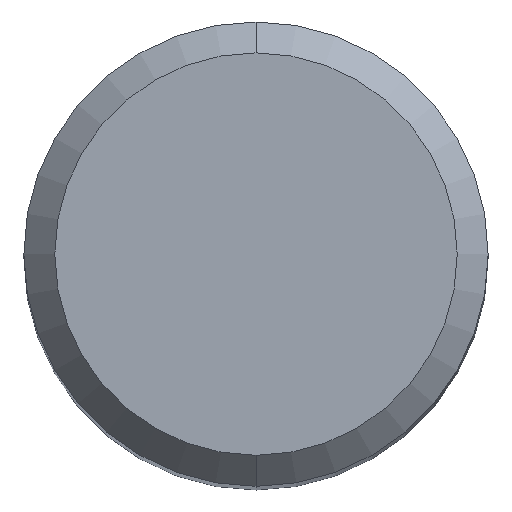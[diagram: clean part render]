
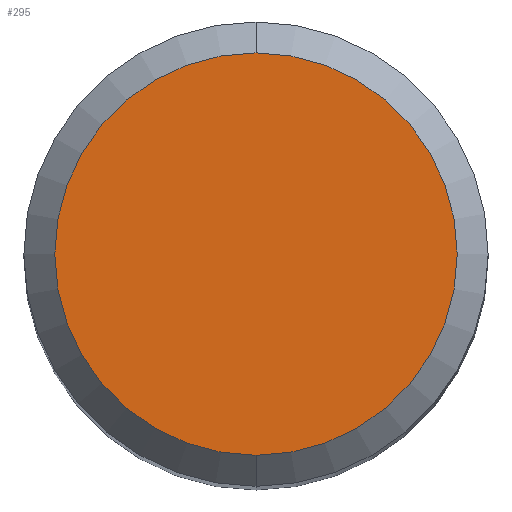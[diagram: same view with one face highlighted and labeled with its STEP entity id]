
A CAD part, top view. The second image highlights one B-rep face of the part: STEP entity #295.
In plain terms, the highlighted planar face has unit normal (0, 0, 1).
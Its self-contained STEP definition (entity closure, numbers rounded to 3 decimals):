
#227=EDGE_CURVE('',#401,#423,#547,.T.);
#295=ADVANCED_FACE('',(#623),#624,.T.);
#401=VERTEX_POINT('',#739);
#423=VERTEX_POINT('',#765);
#445=EDGE_CURVE('',#423,#401,#789,.T.);
#547=CIRCLE('',#905,2.6);
#623=FACE_OUTER_BOUND('',#1051,.T.);
#624=PLANE('',#1052);
#739=CARTESIAN_POINT('',(0.,-2.6,0.0));
#765=CARTESIAN_POINT('',(0.0,2.6,0.0));
#789=CIRCLE('',#1407,2.6);
#905=AXIS2_PLACEMENT_3D('',#1544,#1545,#1546);
#1051=EDGE_LOOP('',(#1624,#1625));
#1052=AXIS2_PLACEMENT_3D('',#1626,#1627,#1628);
#1407=AXIS2_PLACEMENT_3D('',#1799,#1800,#1801);
#1544=CARTESIAN_POINT('',(0.0,0.0,0.0));
#1545=DIRECTION('',(0.0,0.0,-1.0));
#1546=DIRECTION('',(0.0,1.0,0.0));
#1624=ORIENTED_EDGE('',*,*,#445,.F.);
#1625=ORIENTED_EDGE('',*,*,#227,.F.);
#1626=CARTESIAN_POINT('',(0.0,1.3,0.0));
#1627=DIRECTION('',(-0.0,0.0,1.0));
#1628=DIRECTION('',(0.0,-1.0,0.0));
#1799=CARTESIAN_POINT('',(0.0,0.0,0.0));
#1800=DIRECTION('',(0.0,0.0,-1.0));
#1801=DIRECTION('',(0.0,1.0,0.0));
